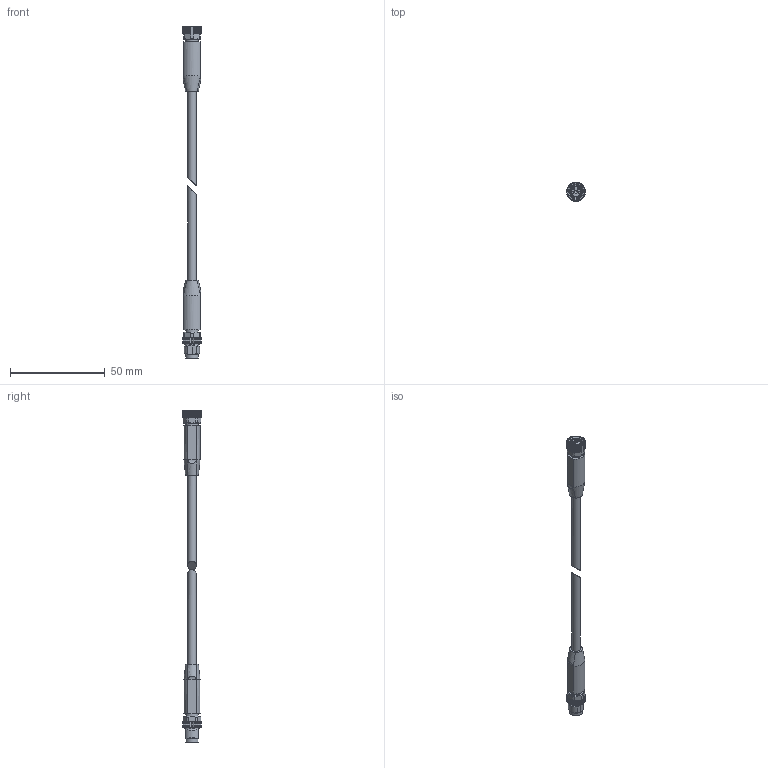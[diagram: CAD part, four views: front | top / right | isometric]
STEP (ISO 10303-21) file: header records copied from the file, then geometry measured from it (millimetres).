
FILE_DESCRIPTION(/* description */ ('STEP AP214'),/* implementation_level */ '2;1');
FILE_NAME(/* name */ '8078293_NEBA-M8G4-U-0_5-N-M8G4',/* time_stamp */ '2024-09-11T22:12:47+02:00',/* author */ ('License CC BY-ND 4.0'),/* organization */ ('CADENAS'),/* preprocessor_version */ 'ST-DEVELOPER v19.3',/* originating_system */ 'PARTsolutions',/* authorisation */ ' ');
FILE_SCHEMA (('AUTOMOTIVE_DESIGN {1 0 10303 214 3 1 1}'));
Length unit declared in the file: millimetre
Products named in the file (3): 8078293 NEBA-M8G4-U-0.5-N-M8G4---(11400p); 8159580 NEBA-M8G4---(14400); 8159596 NEBA-M8G4---(1400P)
Assembly tree (2 placements, depth 2):
  8078293 NEBA-M8G4-U-0.5-N-M8G4---(11400p)
    8159580 NEBA-M8G4---(14400)
    8159596 NEBA-M8G4---(1400P)
Bounding box: 9.9 x 9.9 x 175.4 mm (x, y, z)
Volume: 5629.6 mm3; surface area: 4287 mm2
Topology: 2 solids, 2 shells, 379 faces, 1020 edges, 664 vertices
Faces by surface type: plane 199, cylinder 155, cone 9, bspline 8, sphere 5, torus 3
Full cylindrical faces by diameter (mm): 1 x8, 1.075 x4, 4.5 x2, 5.67 x1, 5.775 x1, 6.4 x2, 6.86 x1, 6.917 x1, 7.84 x1
Entity records: 14533 total; most frequent: CARTESIAN_POINT 2608, ORIENTED_EDGE 1944, DIRECTION 1862, EDGE_CURVE 972, AXIS2_PLACEMENT_3D 670, VERTEX_POINT 648, LINE 522, VECTOR 522
